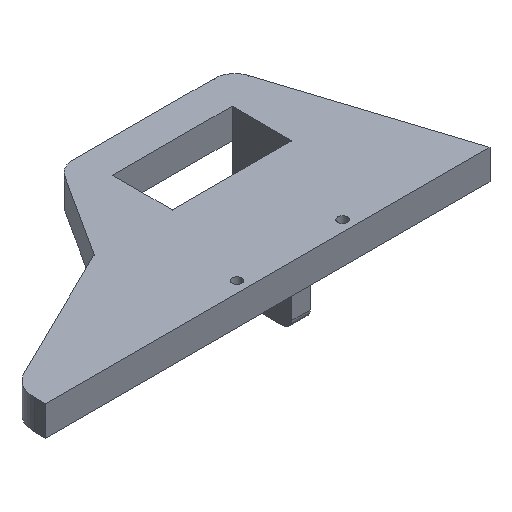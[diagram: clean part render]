
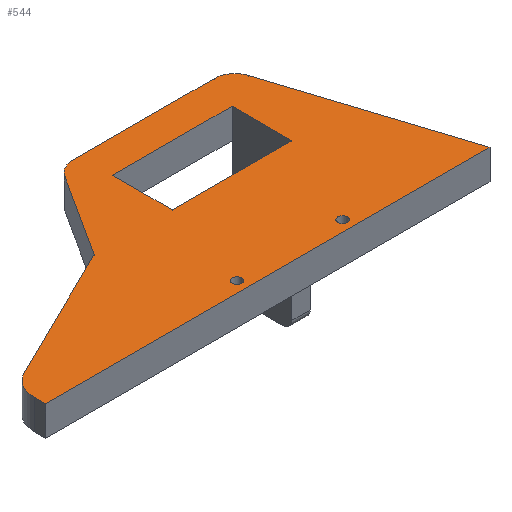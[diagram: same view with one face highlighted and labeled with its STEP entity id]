
A CAD part, isometric view. The second image highlights one B-rep face of the part: STEP entity #544.
In plain terms, the highlighted planar face has unit normal (0, 0, 1).
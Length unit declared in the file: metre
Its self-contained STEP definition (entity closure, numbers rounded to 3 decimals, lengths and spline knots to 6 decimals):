
#36=LINE('',#838,#91);
#37=LINE('',#841,#92);
#38=LINE('',#845,#93);
#39=LINE('',#849,#94);
#40=LINE('',#851,#95);
#41=LINE('',#855,#96);
#42=LINE('',#856,#97);
#43=LINE('',#859,#98);
#44=LINE('',#861,#99);
#45=LINE('',#863,#100);
#91=VECTOR('',#670,1.);
#92=VECTOR('',#671,1.);
#93=VECTOR('',#674,1.);
#94=VECTOR('',#677,1.);
#95=VECTOR('',#678,1.);
#96=VECTOR('',#681,1.);
#97=VECTOR('',#682,1.);
#98=VECTOR('',#683,1.);
#99=VECTOR('',#684,1.);
#100=VECTOR('',#685,1.);
#151=ORIENTED_EDGE('',*,*,#301,.T.);
#152=ORIENTED_EDGE('',*,*,#302,.T.);
#153=ORIENTED_EDGE('',*,*,#303,.T.);
#154=ORIENTED_EDGE('',*,*,#304,.T.);
#155=ORIENTED_EDGE('',*,*,#305,.T.);
#156=ORIENTED_EDGE('',*,*,#306,.T.);
#157=ORIENTED_EDGE('',*,*,#307,.T.);
#158=ORIENTED_EDGE('',*,*,#308,.T.);
#159=ORIENTED_EDGE('',*,*,#309,.T.);
#160=ORIENTED_EDGE('',*,*,#310,.T.);
#161=ORIENTED_EDGE('',*,*,#311,.T.);
#162=ORIENTED_EDGE('',*,*,#312,.F.);
#163=ORIENTED_EDGE('',*,*,#313,.F.);
#164=ORIENTED_EDGE('',*,*,#314,.T.);
#165=ORIENTED_EDGE('',*,*,#315,.T.);
#301=EDGE_CURVE('',#376,#376,#414,.F.);
#302=EDGE_CURVE('',#377,#377,#415,.F.);
#303=EDGE_CURVE('',#378,#379,#36,.T.);
#304=EDGE_CURVE('',#379,#380,#37,.T.);
#305=EDGE_CURVE('',#380,#381,#416,.T.);
#306=EDGE_CURVE('',#381,#382,#38,.T.);
#307=EDGE_CURVE('',#382,#383,#417,.T.);
#308=EDGE_CURVE('',#383,#384,#39,.T.);
#309=EDGE_CURVE('',#384,#385,#40,.T.);
#310=EDGE_CURVE('',#385,#386,#418,.T.);
#311=EDGE_CURVE('',#386,#378,#41,.T.);
#312=EDGE_CURVE('',#387,#388,#42,.T.);
#313=EDGE_CURVE('',#389,#387,#43,.T.);
#314=EDGE_CURVE('',#389,#390,#44,.T.);
#315=EDGE_CURVE('',#390,#388,#45,.T.);
#376=VERTEX_POINT('',#835);
#377=VERTEX_POINT('',#837);
#378=VERTEX_POINT('',#839);
#379=VERTEX_POINT('',#840);
#380=VERTEX_POINT('',#842);
#381=VERTEX_POINT('',#844);
#382=VERTEX_POINT('',#846);
#383=VERTEX_POINT('',#848);
#384=VERTEX_POINT('',#850);
#385=VERTEX_POINT('',#852);
#386=VERTEX_POINT('',#854);
#387=VERTEX_POINT('',#857);
#388=VERTEX_POINT('',#858);
#389=VERTEX_POINT('',#860);
#390=VERTEX_POINT('',#862);
#414=CIRCLE('',#593,0.0016);
#415=CIRCLE('',#594,0.0016);
#416=CIRCLE('',#595,0.007);
#417=CIRCLE('',#596,0.007);
#418=CIRCLE('',#597,0.01);
#433=EDGE_LOOP('',(#151));
#434=EDGE_LOOP('',(#152));
#435=EDGE_LOOP('',(#153,#154,#155,#156,#157,#158,#159,#160,#161));
#436=EDGE_LOOP('',(#162,#163,#164,#165));
#480=FACE_BOUND('',#433,.T.);
#481=FACE_BOUND('',#434,.T.);
#482=FACE_BOUND('',#435,.T.);
#483=FACE_BOUND('',#436,.T.);
#524=PLANE('',#592);
#544=ADVANCED_FACE('',(#480,#481,#482,#483),#524,.T.);
#592=AXIS2_PLACEMENT_3D('',#833,#664,#665);
#593=AXIS2_PLACEMENT_3D('',#834,#666,#667);
#594=AXIS2_PLACEMENT_3D('',#836,#668,#669);
#595=AXIS2_PLACEMENT_3D('',#843,#672,#673);
#596=AXIS2_PLACEMENT_3D('',#847,#675,#676);
#597=AXIS2_PLACEMENT_3D('',#853,#679,#680);
#664=DIRECTION('',(0.,0.,1.));
#665=DIRECTION('',(1.,0.,0.));
#666=DIRECTION('',(0.,0.,1.));
#667=DIRECTION('',(0.,-1.,0.));
#668=DIRECTION('',(0.,0.,1.));
#669=DIRECTION('',(0.,-1.,0.));
#670=DIRECTION('',(1.,0.,0.));
#671=DIRECTION('',(-0.305,0.952,0.));
#672=DIRECTION('',(0.,0.,1.));
#673=DIRECTION('',(0.,-1.,0.));
#674=DIRECTION('',(-1.,0.,0.));
#675=DIRECTION('',(0.,0.,1.));
#676=DIRECTION('',(0.,-1.,0.));
#677=DIRECTION('',(-0.542,-0.84,0.));
#678=DIRECTION('',(-0.899,-0.439,0.));
#679=DIRECTION('',(0.,0.,1.));
#680=DIRECTION('',(0.,-1.,0.));
#681=DIRECTION('',(0.,-1.,0.));
#682=DIRECTION('',(0.,-1.,0.));
#683=DIRECTION('',(-1.,0.,0.));
#684=DIRECTION('',(0.,-1.,0.));
#685=DIRECTION('',(-1.,0.,0.));
#833=CARTESIAN_POINT('',(-0.013062,-0.022,0.015));
#834=CARTESIAN_POINT('',(0.015615,-0.051341,0.015));
#835=CARTESIAN_POINT('',(0.015615,-0.052941,0.015));
#836=CARTESIAN_POINT('',(-0.019666,-0.051341,0.015));
#837=CARTESIAN_POINT('',(-0.019666,-0.052941,0.015));
#838=CARTESIAN_POINT('',(-0.013062,-0.055,0.015));
#839=CARTESIAN_POINT('',(-0.087325,-0.055,0.015));
#840=CARTESIAN_POINT('',(0.0612,-0.055,0.015));
#841=CARTESIAN_POINT('',(0.051419,-0.024433,0.015));
#842=CARTESIAN_POINT('',(0.041637,0.006133,0.015));
#843=CARTESIAN_POINT('',(0.03497,0.004,0.015));
#844=CARTESIAN_POINT('',(0.03497,0.011,0.015));
#845=CARTESIAN_POINT('',(0.011342,0.011,0.015));
#846=CARTESIAN_POINT('',(-0.012286,0.011,0.015));
#847=CARTESIAN_POINT('',(-0.012286,0.004,0.015));
#848=CARTESIAN_POINT('',(-0.018168,0.007795,0.015));
#849=CARTESIAN_POINT('',(-0.027134,-0.006103,0.015));
#850=CARTESIAN_POINT('',(-0.0361,-0.02,0.015));
#851=CARTESIAN_POINT('',(-0.058905,-0.03113,0.015));
#852=CARTESIAN_POINT('',(-0.081711,-0.04226,0.015));
#853=CARTESIAN_POINT('',(-0.077325,-0.051247,0.015));
#854=CARTESIAN_POINT('',(-0.087325,-0.051247,0.015));
#855=CARTESIAN_POINT('',(-0.087325,-0.053123,0.015));
#856=CARTESIAN_POINT('',(-0.01,-0.01,0.015));
#857=CARTESIAN_POINT('',(-0.01,0.,0.015));
#858=CARTESIAN_POINT('',(-0.01,-0.02,0.015));
#859=CARTESIAN_POINT('',(0.01,0.,0.015));
#860=CARTESIAN_POINT('',(0.03,0.,0.015));
#861=CARTESIAN_POINT('',(0.03,-0.01,0.015));
#862=CARTESIAN_POINT('',(0.03,-0.02,0.015));
#863=CARTESIAN_POINT('',(0.01,-0.02,0.015));
